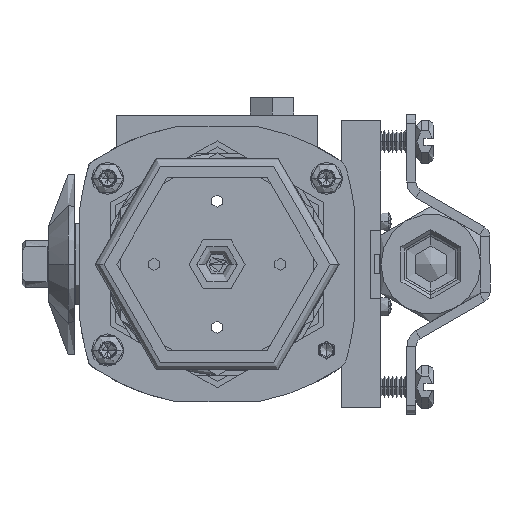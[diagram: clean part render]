
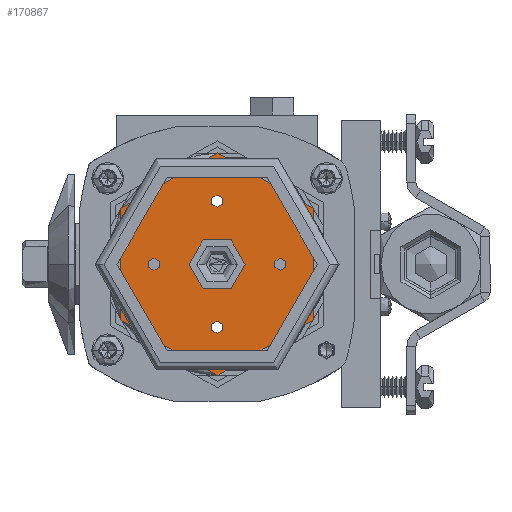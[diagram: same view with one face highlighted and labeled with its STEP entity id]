
A CAD part, left-side view. The second image highlights one B-rep face of the part: STEP entity #170867.
In plain terms, the highlighted planar face has unit normal (-1, 0, 0).
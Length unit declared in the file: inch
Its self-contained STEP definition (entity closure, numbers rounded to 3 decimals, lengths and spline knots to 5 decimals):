
#74 = CIRCLE ( 'NONE', #103205, 0.22 ) ;
#3363 = VERTEX_POINT ( 'NONE', #97632 ) ;
#9152 = EDGE_CURVE ( 'NONE', #84503, #129537, #102845, .T. ) ;
#13270 = DIRECTION ( 'NONE',  ( 0., 1., 0. ) ) ;
#14177 = DIRECTION ( 'NONE',  ( -1., 0., 0. ) ) ;
#15203 = AXIS2_PLACEMENT_3D ( 'NONE', #44582, #143010, #58846 ) ;
#16353 = CARTESIAN_POINT ( 'NONE',  ( -3.9665, 2.766, 0. ) ) ;
#16992 = EDGE_CURVE ( 'NONE', #3363, #46553, #133156, .T. ) ;
#17450 = CARTESIAN_POINT ( 'NONE',  ( -3.9665, 2.136, 0.63 ) ) ;
#18951 = AXIS2_PLACEMENT_3D ( 'NONE', #98929, #14177, #113026 ) ;
#20633 = ORIENTED_EDGE ( 'NONE', *, *, #16992, .T. ) ;
#21296 = VERTEX_POINT ( 'NONE', #141132 ) ;
#21513 = FACE_BOUND ( 'NONE', #38126, .T. ) ;
#25361 = AXIS2_PLACEMENT_3D ( 'NONE', #145617, #61471, #159562 ) ;
#26228 = CARTESIAN_POINT ( 'NONE',  ( -3.9665, 2.136, 0.22 ) ) ;
#26443 = CIRCLE ( 'NONE', #119887, 0.06 ) ;
#28045 = CARTESIAN_POINT ( 'NONE',  ( -3.9665, 2.136, 0.69 ) ) ;
#30599 = DIRECTION ( 'NONE',  ( 0., 0., -1. ) ) ;
#31733 = DIRECTION ( 'NONE',  ( 0., 1., 0. ) ) ;
#32903 = VERTEX_POINT ( 'NONE', #28045 ) ;
#33895 = EDGE_LOOP ( 'NONE', ( #52081, #71391 ) ) ;
#35694 = CARTESIAN_POINT ( 'NONE',  ( -3.9665, 1.46797, 0. ) ) ;
#38126 = EDGE_LOOP ( 'NONE', ( #143322, #145950 ) ) ;
#38747 = AXIS2_PLACEMENT_3D ( 'NONE', #77597, #78061, #78228 ) ;
#40508 = EDGE_LOOP ( 'NONE', ( #20633, #84363 ) ) ;
#44582 = CARTESIAN_POINT ( 'NONE',  ( -3.9665, 1.506, 0. ) ) ;
#46553 = VERTEX_POINT ( 'NONE', #130922 ) ;
#46596 = AXIS2_PLACEMENT_3D ( 'NONE', #151904, #67894, #165833 ) ;
#48159 = DIRECTION ( 'NONE',  ( -1., 0., 0. ) ) ;
#49909 = DIRECTION ( 'NONE',  ( 0., 0., -1. ) ) ;
#51823 = CARTESIAN_POINT ( 'NONE',  ( -3.9665, 2.136, 1.1125 ) ) ;
#52081 = ORIENTED_EDGE ( 'NONE', *, *, #136077, .F. ) ;
#52659 = ORIENTED_EDGE ( 'NONE', *, *, #102363, .F. ) ;
#55384 = DIRECTION ( 'NONE',  ( -1., 0., 0. ) ) ;
#56392 = CARTESIAN_POINT ( 'NONE',  ( -3.9665, 2.136, -0.22 ) ) ;
#56452 = EDGE_LOOP ( 'NONE', ( #102069, #78322 ) ) ;
#58846 = DIRECTION ( 'NONE',  ( 0., 0., -1. ) ) ;
#61471 = DIRECTION ( 'NONE',  ( -1., 0., 0. ) ) ;
#62243 = CARTESIAN_POINT ( 'NONE',  ( -3.9665, 2.136, 0.57 ) ) ;
#64526 = CARTESIAN_POINT ( 'NONE',  ( -3.9665, 2.136, -0.57 ) ) ;
#65001 = EDGE_CURVE ( 'NONE', #21296, #149696, #74988, .T. ) ;
#67894 = DIRECTION ( 'NONE',  ( -1., 0., 0. ) ) ;
#70535 = VERTEX_POINT ( 'NONE', #56392 ) ;
#71391 = ORIENTED_EDGE ( 'NONE', *, *, #166115, .F. ) ;
#72093 = CARTESIAN_POINT ( 'NONE',  ( -3.9665, 2.136, 0. ) ) ;
#73032 = EDGE_CURVE ( 'NONE', #129537, #84503, #126664, .T. ) ;
#74988 = CIRCLE ( 'NONE', #18951, 1.1125 ) ;
#76363 = EDGE_CURVE ( 'NONE', #109836, #70535, #74, .T. ) ;
#77355 = CARTESIAN_POINT ( 'NONE',  ( -3.9665, 1.506, 0. ) ) ;
#77597 = CARTESIAN_POINT ( 'NONE',  ( -3.9665, 2.766, 0. ) ) ;
#78056 = EDGE_CURVE ( 'NONE', #117117, #32903, #26443, .T. ) ;
#78061 = DIRECTION ( 'NONE',  ( 1., 0., 0. ) ) ;
#78228 = DIRECTION ( 'NONE',  ( 0., 0., -1. ) ) ;
#78322 = ORIENTED_EDGE ( 'NONE', *, *, #103142, .T. ) ;
#80228 = DIRECTION ( 'NONE',  ( -1., 0., 0. ) ) ;
#81758 = CARTESIAN_POINT ( 'NONE',  ( -3.9665, 1.506, 0.06 ) ) ;
#82417 = DIRECTION ( 'NONE',  ( 0., 0., -1. ) ) ;
#84363 = ORIENTED_EDGE ( 'NONE', *, *, #118179, .T. ) ;
#84503 = VERTEX_POINT ( 'NONE', #81758 ) ;
#84719 = AXIS2_PLACEMENT_3D ( 'NONE', #17450, #116274, #31733 ) ;
#86311 = DIRECTION ( 'NONE',  ( 0., 0., -1. ) ) ;
#91368 = PLANE ( 'NONE',  #177744 ) ;
#93065 = ORIENTED_EDGE ( 'NONE', *, *, #65001, .T. ) ;
#96763 = FACE_BOUND ( 'NONE', #160779, .T. ) ;
#96768 = CIRCLE ( 'NONE', #84719, 0.06 ) ;
#97632 = CARTESIAN_POINT ( 'NONE',  ( -3.9665, 2.766, -0.06 ) ) ;
#98029 = DIRECTION ( 'NONE',  ( 1., 0., 0. ) ) ;
#98929 = CARTESIAN_POINT ( 'NONE',  ( -3.9665, 2.136, 0. ) ) ;
#100841 = CIRCLE ( 'NONE', #178237, 0.06 ) ;
#102069 = ORIENTED_EDGE ( 'NONE', *, *, #78056, .T. ) ;
#102363 = EDGE_CURVE ( 'NONE', #70535, #109836, #160365, .T. ) ;
#102845 = CIRCLE ( 'NONE', #148731, 0.06 ) ;
#103142 = EDGE_CURVE ( 'NONE', #32903, #117117, #96768, .T. ) ;
#103205 = AXIS2_PLACEMENT_3D ( 'NONE', #139624, #55384, #153568 ) ;
#109836 = VERTEX_POINT ( 'NONE', #26228 ) ;
#113026 = DIRECTION ( 'NONE',  ( 0., 0., -1. ) ) ;
#115191 = DIRECTION ( 'NONE',  ( 1., 0., 0. ) ) ;
#116274 = DIRECTION ( 'NONE',  ( 1., 0., 0. ) ) ;
#117117 = VERTEX_POINT ( 'NONE', #62243 ) ;
#118179 = EDGE_CURVE ( 'NONE', #46553, #3363, #125912, .T. ) ;
#119887 = AXIS2_PLACEMENT_3D ( 'NONE', #181391, #98029, #13270 ) ;
#125912 = CIRCLE ( 'NONE', #181760, 0.06 ) ;
#126121 = CIRCLE ( 'NONE', #46596, 0.06 ) ;
#126664 = CIRCLE ( 'NONE', #15203, 0.06 ) ;
#128383 = EDGE_LOOP ( 'NONE', ( #93065, #179927 ) ) ;
#129537 = VERTEX_POINT ( 'NONE', #168886 ) ;
#129681 = FACE_BOUND ( 'NONE', #56452, .T. ) ;
#130922 = CARTESIAN_POINT ( 'NONE',  ( -3.9665, 2.766, 0.06 ) ) ;
#132109 = VERTEX_POINT ( 'NONE', #64526 ) ;
#132549 = CARTESIAN_POINT ( 'NONE',  ( -3.9665, 2.136, -0.63 ) ) ;
#133156 = CIRCLE ( 'NONE', #38747, 0.06 ) ;
#134254 = DIRECTION ( 'NONE',  ( -1., 0., 0. ) ) ;
#136077 = EDGE_CURVE ( 'NONE', #146213, #132109, #126121, .T. ) ;
#138409 = FACE_OUTER_BOUND ( 'NONE', #128383, .T. ) ;
#139624 = CARTESIAN_POINT ( 'NONE',  ( -3.9665, 2.136, 0. ) ) ;
#141132 = CARTESIAN_POINT ( 'NONE',  ( -3.9665, 2.136, -1.1125 ) ) ;
#143010 = DIRECTION ( 'NONE',  ( -1., 0., 0. ) ) ;
#143322 = ORIENTED_EDGE ( 'NONE', *, *, #73032, .F. ) ;
#145617 = CARTESIAN_POINT ( 'NONE',  ( -3.9665, 2.136, 0. ) ) ;
#145950 = ORIENTED_EDGE ( 'NONE', *, *, #9152, .F. ) ;
#146213 = VERTEX_POINT ( 'NONE', #155408 ) ;
#146583 = DIRECTION ( 'NONE',  ( 0., 1., 0. ) ) ;
#148731 = AXIS2_PLACEMENT_3D ( 'NONE', #77355, #80228, #82417 ) ;
#149696 = VERTEX_POINT ( 'NONE', #51823 ) ;
#151904 = CARTESIAN_POINT ( 'NONE',  ( -3.9665, 2.136, -0.63 ) ) ;
#153568 = DIRECTION ( 'NONE',  ( 0., 0., -1. ) ) ;
#155408 = CARTESIAN_POINT ( 'NONE',  ( -3.9665, 2.136, -0.69 ) ) ;
#159562 = DIRECTION ( 'NONE',  ( 0., 0., -1. ) ) ;
#160365 = CIRCLE ( 'NONE', #25361, 0.22 ) ;
#160779 = EDGE_LOOP ( 'NONE', ( #52659, #170716 ) ) ;
#162578 = CIRCLE ( 'NONE', #166361, 1.1125 ) ;
#163185 = EDGE_CURVE ( 'NONE', #149696, #21296, #162578, .T. ) ;
#165833 = DIRECTION ( 'NONE',  ( 0., 1., 0. ) ) ;
#166115 = EDGE_CURVE ( 'NONE', #132109, #146213, #100841, .T. ) ;
#166361 = AXIS2_PLACEMENT_3D ( 'NONE', #72093, #169980, #86311 ) ;
#166569 = FACE_BOUND ( 'NONE', #33895, .T. ) ;
#168886 = CARTESIAN_POINT ( 'NONE',  ( -3.9665, 1.506, -0.06 ) ) ;
#169980 = DIRECTION ( 'NONE',  ( -1., 0., 0. ) ) ;
#170716 = ORIENTED_EDGE ( 'NONE', *, *, #76363, .F. ) ;
#170867 = ADVANCED_FACE ( 'NONE', ( #170968, #21513, #138409, #96763, #166569, #129681 ), #91368, .T. ) ;
#170968 = FACE_BOUND ( 'NONE', #40508, .T. ) ;
#177744 = AXIS2_PLACEMENT_3D ( 'NONE', #35694, #134254, #49909 ) ;
#178237 = AXIS2_PLACEMENT_3D ( 'NONE', #132549, #48159, #146583 ) ;
#179927 = ORIENTED_EDGE ( 'NONE', *, *, #163185, .T. ) ;
#181391 = CARTESIAN_POINT ( 'NONE',  ( -3.9665, 2.136, 0.63 ) ) ;
#181760 = AXIS2_PLACEMENT_3D ( 'NONE', #16353, #115191, #30599 ) ;
